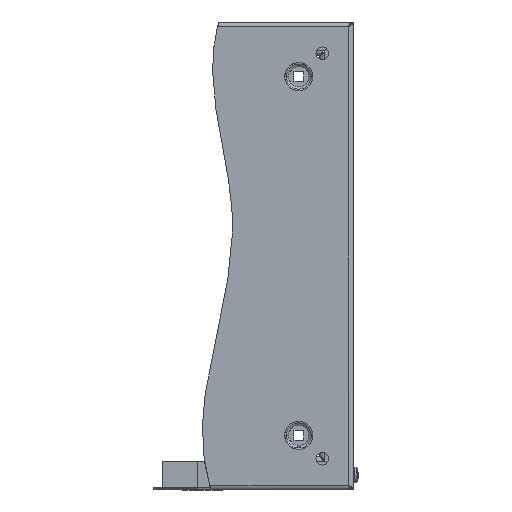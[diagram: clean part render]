
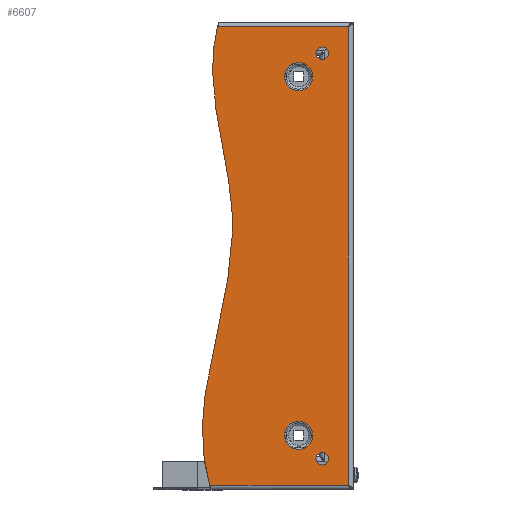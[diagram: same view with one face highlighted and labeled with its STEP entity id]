
A CAD part, left-side view. The second image highlights one B-rep face of the part: STEP entity #6607.
In plain terms, the highlighted face is planar.
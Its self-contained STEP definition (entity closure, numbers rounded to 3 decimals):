
#1380 = DIRECTION ( 'NONE',  ( 1., 0., 0. ) ) ;
#1388 = CARTESIAN_POINT ( 'NONE',  ( -247.793, 147., -1.5 ) ) ;
#1389 = LINE ( 'NONE', #1388, #13826 ) ;
#1391 = DIRECTION ( 'NONE',  ( 1., 0., 0. ) ) ;
#1392 = DIRECTION ( 'NONE',  ( 0., 0., -1. ) ) ;
#1393 = CARTESIAN_POINT ( 'NONE',  ( -215., -115., -1.5 ) ) ;
#1411 = DIRECTION ( 'NONE',  ( -1., 0., 0. ) ) ;
#1412 = CARTESIAN_POINT ( 'NONE',  ( 247.793, -147., -1.5 ) ) ;
#1413 = LINE ( 'NONE', #1412, #13659 ) ;
#1430 = DIRECTION ( 'NONE',  ( 1., 0., 0. ) ) ;
#1431 = DIRECTION ( 'NONE',  ( 0., 0., 1. ) ) ;
#1432 = CARTESIAN_POINT ( 'NONE',  ( -230., -130., -1.5 ) ) ;
#1619 = CARTESIAN_POINT ( 'NONE',  ( -247., -147., -1.5 ) ) ;
#1805 = DIRECTION ( 'NONE',  ( -1., 0., 0. ) ) ;
#1806 = DIRECTION ( 'NONE',  ( 0., 0., -1. ) ) ;
#1807 = CARTESIAN_POINT ( 'NONE',  ( -215., 115., -1.5 ) ) ;
#1908 = EDGE_LOOP ( 'NONE', ( #20246, #20501 ) ) ;
#1914 = EDGE_LOOP ( 'NONE', ( #20466, #20308, #20774, #20896 ) ) ;
#1933 = EDGE_LOOP ( 'NONE', ( #20413, #20335 ) ) ;
#1951 = EDGE_LOOP ( 'NONE', ( #20244, #20754 ) ) ;
#1957 = EDGE_LOOP ( 'NONE', ( #20788, #20373 ) ) ;
#2916 = DIRECTION ( 'NONE',  ( -1., 0., 0. ) ) ;
#2918 = DIRECTION ( 'NONE',  ( 0., 0., -1. ) ) ;
#2920 = CARTESIAN_POINT ( 'NONE',  ( -215., 115., -1.5 ) ) ;
#2927 = DIRECTION ( 'NONE',  ( 0., 1., 0. ) ) ;
#2958 = LINE ( 'NONE', #2963, #13571 ) ;
#2963 = CARTESIAN_POINT ( 'NONE',  ( -247., -147.793, -1.5 ) ) ;
#3292 = DIRECTION ( 'NONE',  ( 1., 0., 0. ) ) ;
#3294 = DIRECTION ( 'NONE',  ( 0., 0., -1. ) ) ;
#3296 = CARTESIAN_POINT ( 'NONE',  ( -215., -115., -1.5 ) ) ;
#4520 = DIRECTION ( 'NONE',  ( 1., 0., 0. ) ) ;
#4521 = DIRECTION ( 'NONE',  ( 0., 0., 1. ) ) ;
#4522 = CARTESIAN_POINT ( 'NONE',  ( -230., -130., -1.5 ) ) ;
#4608 = DIRECTION ( 'NONE',  ( -1., 0., 0. ) ) ;
#4609 = DIRECTION ( 'NONE',  ( 0., 0., 1. ) ) ;
#4610 = CARTESIAN_POINT ( 'NONE',  ( -230., 130., -1.5 ) ) ;
#4612 = DIRECTION ( 'NONE',  ( -1., 0., 0. ) ) ;
#4613 = DIRECTION ( 'NONE',  ( 0., 0., 1. ) ) ;
#4614 = CARTESIAN_POINT ( 'NONE',  ( -230., 130., -1.5 ) ) ;
#4616 = CARTESIAN_POINT ( 'NONE',  ( -162.916, 147., -1.5 ) ) ;
#4617 = CARTESIAN_POINT ( 'NONE',  ( -152.308, 105.609, -1.5 ) ) ;
#4618 = CARTESIAN_POINT ( 'NONE',  ( -197.788, 6.91, -1.5 ) ) ;
#4622 = CARTESIAN_POINT ( 'NONE',  ( -141.434, -90.764, -1.5 ) ) ;
#4623 = CARTESIAN_POINT ( 'NONE',  ( -157.9, -147., -1.5 ) ) ;
#6607 = ADVANCED_FACE ( 'NONE', ( #12487, #12446, #12444, #12442, #12448 ), #12488, .F. ) ;
#7441 = AXIS2_PLACEMENT_3D ( 'NONE', #12445, #12441, #12440 ) ;
#7864 = EDGE_CURVE ( 'NONE', #14389, #16144, #11642, .T. ) ;
#7865 = EDGE_CURVE ( 'NONE', #16059, #16146, #12969, .T. ) ;
#7866 = EDGE_CURVE ( 'NONE', #16146, #16059, #12975, .T. ) ;
#7894 = EDGE_CURVE ( 'NONE', #14416, #14399, #12871, .T. ) ;
#7907 = EDGE_CURVE ( 'NONE', #14239, #11784, #12804, .T. ) ;
#7975 = EDGE_CURVE ( 'NONE', #11718, #14257, #2958, .T. ) ;
#7976 = EDGE_CURVE ( 'NONE', #16110, #14390, #13520, .T. ) ;
#8214 = EDGE_CURVE ( 'NONE', #14390, #16110, #12836, .T. ) ;
#8236 = EDGE_CURVE ( 'NONE', #14399, #14416, #13416, .T. ) ;
#8243 = EDGE_CURVE ( 'NONE', #14389, #11718, #1413, .T. ) ;
#8250 = EDGE_CURVE ( 'NONE', #11784, #14239, #13249, .T. ) ;
#8254 = EDGE_CURVE ( 'NONE', #14257, #16144, #1389, .T. ) ;
#11642 = B_SPLINE_CURVE_WITH_KNOTS ( 'NONE', 3,
 ( #4623, #4622, #4618, #4617, #4616 ),
 .UNSPECIFIED., .F., .F.,
 ( 4, 1, 4 ),
 ( 0.088, 0.574, 0.934 ),
 .UNSPECIFIED. ) ;
#11718 = VERTEX_POINT ( 'NONE', #1619 ) ;
#11784 = VERTEX_POINT ( 'NONE', #19744 ) ;
#12440 = DIRECTION ( 'NONE',  ( 1., 0., 0. ) ) ;
#12441 = DIRECTION ( 'NONE',  ( 0., 0., 1. ) ) ;
#12442 = FACE_BOUND ( 'NONE', #1933, .T. ) ;
#12444 = FACE_BOUND ( 'NONE', #1957, .T. ) ;
#12445 = CARTESIAN_POINT ( 'NONE',  ( -248.5, 148.5, -1.5 ) ) ;
#12446 = FACE_BOUND ( 'NONE', #1908, .T. ) ;
#12448 = FACE_OUTER_BOUND ( 'NONE', #1914, .T. ) ;
#12487 = FACE_BOUND ( 'NONE', #1951, .T. ) ;
#12488 = PLANE ( 'NONE',  #7441 ) ;
#12795 = AXIS2_PLACEMENT_3D ( 'NONE', #3296, #3294, #3292 ) ;
#12804 = CIRCLE ( 'NONE', #12795, 9. ) ;
#12832 = AXIS2_PLACEMENT_3D ( 'NONE', #1807, #1806, #1805 ) ;
#12836 = CIRCLE ( 'NONE', #12832, 9. ) ;
#12841 = AXIS2_PLACEMENT_3D ( 'NONE', #4522, #4521, #4520 ) ;
#12871 = CIRCLE ( 'NONE', #12841, 4. ) ;
#12935 = AXIS2_PLACEMENT_3D ( 'NONE', #1432, #1431, #1430 ) ;
#12964 = AXIS2_PLACEMENT_3D ( 'NONE', #4610, #4609, #4608 ) ;
#12968 = AXIS2_PLACEMENT_3D ( 'NONE', #4614, #4613, #4612 ) ;
#12969 = CIRCLE ( 'NONE', #12968, 4. ) ;
#12975 = CIRCLE ( 'NONE', #12964, 4. ) ;
#13249 = CIRCLE ( 'NONE', #13417, 9. ) ;
#13382 = AXIS2_PLACEMENT_3D ( 'NONE', #2920, #2918, #2916 ) ;
#13416 = CIRCLE ( 'NONE', #12935, 4. ) ;
#13417 = AXIS2_PLACEMENT_3D ( 'NONE', #1393, #1392, #1391 ) ;
#13520 = CIRCLE ( 'NONE', #13382, 9. ) ;
#13571 = VECTOR ( 'NONE', #2927, 1000. ) ;
#13659 = VECTOR ( 'NONE', #1411, 1000. ) ;
#13826 = VECTOR ( 'NONE', #1380, 1000. ) ;
#14239 = VERTEX_POINT ( 'NONE', #19777 ) ;
#14257 = VERTEX_POINT ( 'NONE', #19795 ) ;
#14389 = VERTEX_POINT ( 'NONE', #15083 ) ;
#14390 = VERTEX_POINT ( 'NONE', #15084 ) ;
#14399 = VERTEX_POINT ( 'NONE', #15093 ) ;
#14416 = VERTEX_POINT ( 'NONE', #15110 ) ;
#15083 = CARTESIAN_POINT ( 'NONE',  ( -157.9, -147., -1.5 ) ) ;
#15084 = CARTESIAN_POINT ( 'NONE',  ( -224., 115., -1.5 ) ) ;
#15093 = CARTESIAN_POINT ( 'NONE',  ( -226., -130., -1.5 ) ) ;
#15110 = CARTESIAN_POINT ( 'NONE',  ( -234., -130., -1.5 ) ) ;
#16059 = VERTEX_POINT ( 'NONE', #16403 ) ;
#16110 = VERTEX_POINT ( 'NONE', #16454 ) ;
#16144 = VERTEX_POINT ( 'NONE', #16488 ) ;
#16146 = VERTEX_POINT ( 'NONE', #16490 ) ;
#16403 = CARTESIAN_POINT ( 'NONE',  ( -226., 130., -1.5 ) ) ;
#16454 = CARTESIAN_POINT ( 'NONE',  ( -206., 115., -1.5 ) ) ;
#16488 = CARTESIAN_POINT ( 'NONE',  ( -162.916, 147., -1.5 ) ) ;
#16490 = CARTESIAN_POINT ( 'NONE',  ( -234., 130., -1.5 ) ) ;
#19744 = CARTESIAN_POINT ( 'NONE',  ( -206., -115., -1.5 ) ) ;
#19777 = CARTESIAN_POINT ( 'NONE',  ( -224., -115., -1.5 ) ) ;
#19795 = CARTESIAN_POINT ( 'NONE',  ( -247., 147., -1.5 ) ) ;
#20244 = ORIENTED_EDGE ( 'NONE', *, *, #7865, .T. ) ;
#20246 = ORIENTED_EDGE ( 'NONE', *, *, #8236, .T. ) ;
#20308 = ORIENTED_EDGE ( 'NONE', *, *, #8243, .T. ) ;
#20335 = ORIENTED_EDGE ( 'NONE', *, *, #7907, .F. ) ;
#20373 = ORIENTED_EDGE ( 'NONE', *, *, #8214, .F. ) ;
#20413 = ORIENTED_EDGE ( 'NONE', *, *, #8250, .F. ) ;
#20466 = ORIENTED_EDGE ( 'NONE', *, *, #7864, .F. ) ;
#20501 = ORIENTED_EDGE ( 'NONE', *, *, #7894, .T. ) ;
#20754 = ORIENTED_EDGE ( 'NONE', *, *, #7866, .T. ) ;
#20774 = ORIENTED_EDGE ( 'NONE', *, *, #7975, .T. ) ;
#20788 = ORIENTED_EDGE ( 'NONE', *, *, #7976, .F. ) ;
#20896 = ORIENTED_EDGE ( 'NONE', *, *, #8254, .T. ) ;
